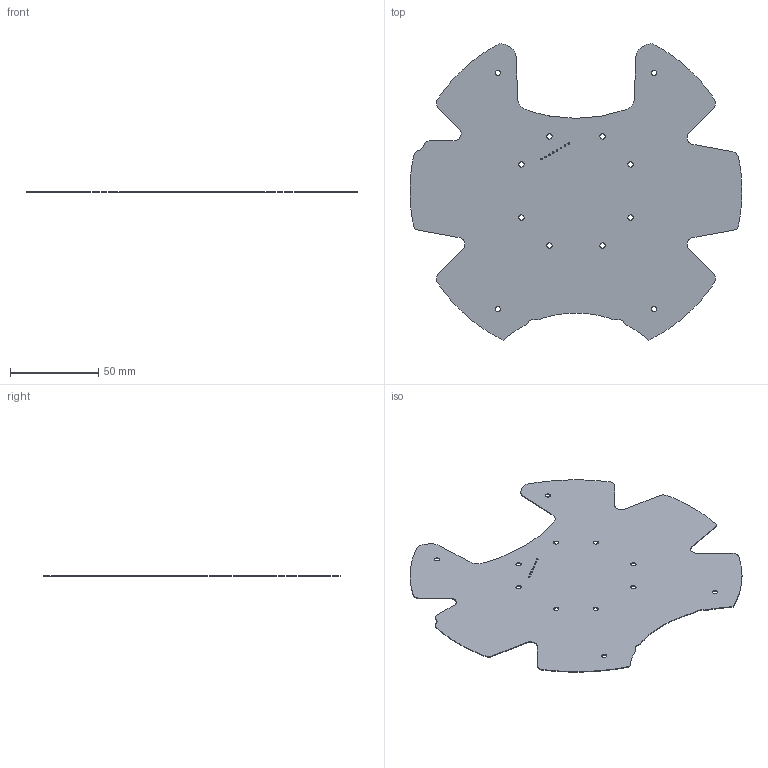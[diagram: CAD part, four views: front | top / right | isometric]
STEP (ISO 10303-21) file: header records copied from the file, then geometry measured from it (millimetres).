
FILE_DESCRIPTION(/* description */ (''),/* implementation_level */ '2;1');
FILE_NAME(/* name */ 'mb2201.stp',/* time_stamp */ '2025-01-22T16:59:04+03:00',/* author */ ('Ivan'),/* organization */ (''),/* preprocessor_version */ 'ST-DEVELOPER v18',/* originating_system */ 'Autodesk Inventor 2020',/* authorisation */ '');
FILE_SCHEMA (('CONFIG_CONTROL_DESIGN'));
Length unit declared in the file: millimetre
Products named in the file (1): Open CASCADE STEP translator 7.5 1.1.1
Bounding box: 188.52 x 168.21 x 0.41 mm (x, y, z)
Volume: 8826.9 mm3; surface area: 43270.5 mm2
Topology: 1 solids, 1 shells, 299 faces, 915 edges, 618 vertices
Faces by surface type: plane 270, cylinder 29
Full cylindrical faces by diameter (mm): 0.9 x8, 3 x12
Entity records: 10253 total; most frequent: CARTESIAN_POINT 1833, ORIENTED_EDGE 1830, DIRECTION 1597, EDGE_CURVE 915, LINE 833, VECTOR 833, VERTEX_POINT 618, AXIS2_PLACEMENT_3D 382
